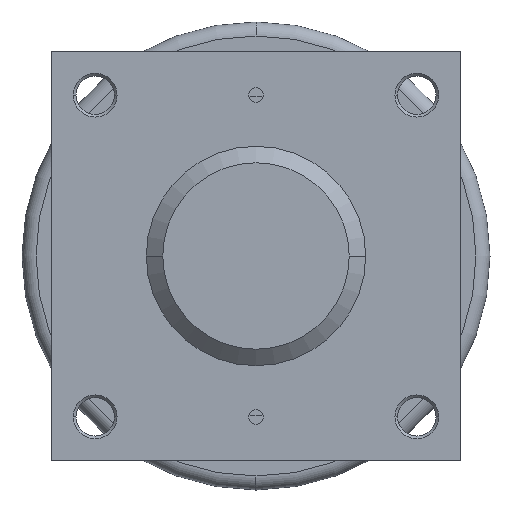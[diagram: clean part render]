
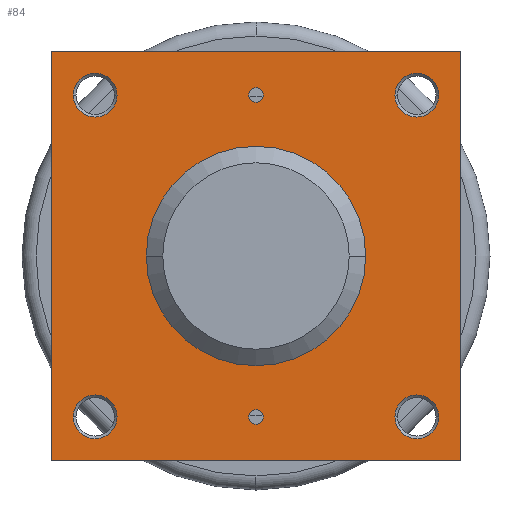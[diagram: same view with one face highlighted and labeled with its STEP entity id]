
A CAD part, left-side view. The second image highlights one B-rep face of the part: STEP entity #84.
In plain terms, the highlighted planar face has unit normal (-1, 0, 0).
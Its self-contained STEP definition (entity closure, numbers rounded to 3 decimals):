
#84=ADVANCED_FACE('',(#193,#194,#195,#196,#197,#198,#199,#200),#201,.F.);
#193=FACE_BOUND('',#337,.T.);
#194=FACE_BOUND('',#338,.T.);
#195=FACE_BOUND('',#339,.T.);
#196=FACE_BOUND('',#340,.T.);
#197=FACE_BOUND('',#341,.T.);
#198=FACE_BOUND('',#342,.T.);
#199=FACE_BOUND('',#343,.T.);
#200=FACE_OUTER_BOUND('',#344,.T.);
#201=PLANE('',#345);
#337=EDGE_LOOP('',(#696,#697));
#338=EDGE_LOOP('',(#698,#699));
#339=EDGE_LOOP('',(#700,#701));
#340=EDGE_LOOP('',(#702,#703));
#341=EDGE_LOOP('',(#704,#705));
#342=EDGE_LOOP('',(#706,#707));
#343=EDGE_LOOP('',(#708,#709));
#344=EDGE_LOOP('',(#710,#711,#712,#713));
#345=AXIS2_PLACEMENT_3D('',#714,#715,#716);
#696=ORIENTED_EDGE('',*,*,#1007,.T.);
#697=ORIENTED_EDGE('',*,*,#1029,.T.);
#698=ORIENTED_EDGE('',*,*,#996,.T.);
#699=ORIENTED_EDGE('',*,*,#1031,.T.);
#700=ORIENTED_EDGE('',*,*,#985,.T.);
#701=ORIENTED_EDGE('',*,*,#1033,.T.);
#702=ORIENTED_EDGE('',*,*,#974,.T.);
#703=ORIENTED_EDGE('',*,*,#1035,.T.);
#704=ORIENTED_EDGE('',*,*,#1037,.T.);
#705=ORIENTED_EDGE('',*,*,#967,.T.);
#706=ORIENTED_EDGE('',*,*,#1039,.T.);
#707=ORIENTED_EDGE('',*,*,#962,.T.);
#708=ORIENTED_EDGE('',*,*,#1027,.T.);
#709=ORIENTED_EDGE('',*,*,#1015,.T.);
#710=ORIENTED_EDGE('',*,*,#1041,.T.);
#711=ORIENTED_EDGE('',*,*,#1042,.T.);
#712=ORIENTED_EDGE('',*,*,#1043,.T.);
#713=ORIENTED_EDGE('',*,*,#1044,.T.);
#714=CARTESIAN_POINT('',(-37.0,0.0,0.0));
#715=DIRECTION('',(1.0,0.0,0.));
#716=DIRECTION('',(0.,0.0,-1.0));
#962=EDGE_CURVE('',#1155,#1160,#1162,.T.);
#967=EDGE_CURVE('',#1164,#1169,#1171,.T.);
#974=EDGE_CURVE('',#1180,#1182,#1184,.T.);
#985=EDGE_CURVE('',#1199,#1201,#1203,.T.);
#996=EDGE_CURVE('',#1218,#1220,#1222,.T.);
#1007=EDGE_CURVE('',#1237,#1239,#1241,.T.);
#1015=EDGE_CURVE('',#1248,#1252,#1254,.T.);
#1027=EDGE_CURVE('',#1252,#1248,#1272,.T.);
#1029=EDGE_CURVE('',#1239,#1237,#1274,.T.);
#1031=EDGE_CURVE('',#1220,#1218,#1276,.T.);
#1033=EDGE_CURVE('',#1201,#1199,#1278,.T.);
#1035=EDGE_CURVE('',#1182,#1180,#1280,.T.);
#1037=EDGE_CURVE('',#1169,#1164,#1282,.T.);
#1039=EDGE_CURVE('',#1160,#1155,#1284,.T.);
#1041=EDGE_CURVE('',#1286,#1287,#1288,.T.);
#1042=EDGE_CURVE('',#1287,#1289,#1290,.T.);
#1043=EDGE_CURVE('',#1289,#1291,#1292,.T.);
#1044=EDGE_CURVE('',#1291,#1286,#1293,.T.);
#1155=VERTEX_POINT('',#1432);
#1160=VERTEX_POINT('',#1438);
#1162=CIRCLE('',#1441,5.0);
#1164=VERTEX_POINT('',#1443);
#1169=VERTEX_POINT('',#1449);
#1171=CIRCLE('',#1452,5.0);
#1180=VERTEX_POINT('',#1463);
#1182=VERTEX_POINT('',#1466);
#1184=CIRCLE('',#1469,15.0);
#1199=VERTEX_POINT('',#1488);
#1201=VERTEX_POINT('',#1491);
#1203=CIRCLE('',#1494,15.0);
#1218=VERTEX_POINT('',#1513);
#1220=VERTEX_POINT('',#1516);
#1222=CIRCLE('',#1519,15.0);
#1237=VERTEX_POINT('',#1538);
#1239=VERTEX_POINT('',#1541);
#1241=CIRCLE('',#1544,15.0);
#1248=VERTEX_POINT('',#1553);
#1252=VERTEX_POINT('',#1558);
#1254=CIRCLE('',#1561,75.0);
#1272=CIRCLE('',#1583,75.0);
#1274=CIRCLE('',#1585,15.0);
#1276=CIRCLE('',#1587,15.0);
#1278=CIRCLE('',#1589,15.0);
#1280=CIRCLE('',#1591,15.0);
#1282=CIRCLE('',#1593,5.0);
#1284=CIRCLE('',#1595,5.0);
#1286=VERTEX_POINT('',#1597);
#1287=VERTEX_POINT('',#1598);
#1288=LINE('',#1599,#1600);
#1289=VERTEX_POINT('',#1601);
#1290=LINE('',#1602,#1603);
#1291=VERTEX_POINT('',#1604);
#1292=LINE('',#1605,#1606);
#1293=LINE('',#1607,#1608);
#1432=CARTESIAN_POINT('',(-37.0,0.,105.0));
#1438=CARTESIAN_POINT('',(-37.0,0.,115.0));
#1441=AXIS2_PLACEMENT_3D('',#2079,#2080,#2081);
#1443=CARTESIAN_POINT('',(-37.0,0.,-115.0));
#1449=CARTESIAN_POINT('',(-37.0,0.,-105.0));
#1452=AXIS2_PLACEMENT_3D('',#2090,#2091,#2092);
#1463=CARTESIAN_POINT('',(-37.0,-95.0,110.0));
#1466=CARTESIAN_POINT('',(-37.0,-125.0,110.0));
#1469=AXIS2_PLACEMENT_3D('',#2103,#2104,#2105);
#1488=CARTESIAN_POINT('',(-37.0,125.0,110.0));
#1491=CARTESIAN_POINT('',(-37.0,95.0,110.0));
#1494=AXIS2_PLACEMENT_3D('',#2124,#2125,#2126);
#1513=CARTESIAN_POINT('',(-37.0,-95.0,-110.0));
#1516=CARTESIAN_POINT('',(-37.0,-125.0,-110.0));
#1519=AXIS2_PLACEMENT_3D('',#2145,#2146,#2147);
#1538=CARTESIAN_POINT('',(-37.0,125.0,-110.0));
#1541=CARTESIAN_POINT('',(-37.0,95.0,-110.0));
#1544=AXIS2_PLACEMENT_3D('',#2166,#2167,#2168);
#1553=CARTESIAN_POINT('',(-37.0,0.,-75.0));
#1558=CARTESIAN_POINT('',(-37.0,0.,75.0));
#1561=AXIS2_PLACEMENT_3D('',#2182,#2183,#2184);
#1583=AXIS2_PLACEMENT_3D('',#2210,#2211,#2212);
#1585=AXIS2_PLACEMENT_3D('',#2216,#2217,#2218);
#1587=AXIS2_PLACEMENT_3D('',#2222,#2223,#2224);
#1589=AXIS2_PLACEMENT_3D('',#2228,#2229,#2230);
#1591=AXIS2_PLACEMENT_3D('',#2234,#2235,#2236);
#1593=AXIS2_PLACEMENT_3D('',#2240,#2241,#2242);
#1595=AXIS2_PLACEMENT_3D('',#2246,#2247,#2248);
#1597=CARTESIAN_POINT('',(-37.0,140.0,-140.0));
#1598=CARTESIAN_POINT('',(-37.0,-140.0,-140.0));
#1599=CARTESIAN_POINT('',(-37.0,0.0,-140.0));
#1600=VECTOR('',#2252,1.0);
#1601=CARTESIAN_POINT('',(-37.0,-140.0,140.0));
#1602=CARTESIAN_POINT('',(-37.0,-140.0,0.0));
#1603=VECTOR('',#2253,1.0);
#1604=CARTESIAN_POINT('',(-37.0,140.0,140.0));
#1605=CARTESIAN_POINT('',(-37.0,0.0,140.0));
#1606=VECTOR('',#2254,1.0);
#1607=CARTESIAN_POINT('',(-37.0,140.0,0.0));
#1608=VECTOR('',#2255,1.0);
#2079=CARTESIAN_POINT('',(-37.0,0.0,110.0));
#2080=DIRECTION('',(1.0,0.0,0.));
#2081=DIRECTION('',(0.,0.0,-1.0));
#2090=CARTESIAN_POINT('',(-37.0,0.0,-110.0));
#2091=DIRECTION('',(1.0,0.0,0.));
#2092=DIRECTION('',(0.,0.0,-1.0));
#2103=CARTESIAN_POINT('',(-37.0,-110.0,110.0));
#2104=DIRECTION('',(1.0,-0.0,0.));
#2105=DIRECTION('',(0.0,1.0,0.0));
#2124=CARTESIAN_POINT('',(-37.0,110.0,110.0));
#2125=DIRECTION('',(1.0,-0.0,0.));
#2126=DIRECTION('',(0.0,1.0,0.0));
#2145=CARTESIAN_POINT('',(-37.0,-110.0,-110.0));
#2146=DIRECTION('',(1.0,-0.0,0.));
#2147=DIRECTION('',(0.0,1.0,0.0));
#2166=CARTESIAN_POINT('',(-37.0,110.0,-110.0));
#2167=DIRECTION('',(1.0,-0.0,0.));
#2168=DIRECTION('',(0.0,1.0,0.0));
#2182=CARTESIAN_POINT('',(-37.0,0.0,0.0));
#2183=DIRECTION('',(1.0,0.0,0.));
#2184=DIRECTION('',(0.,0.0,-1.0));
#2210=CARTESIAN_POINT('',(-37.0,0.0,0.0));
#2211=DIRECTION('',(1.0,0.0,0.));
#2212=DIRECTION('',(0.,0.0,-1.0));
#2216=CARTESIAN_POINT('',(-37.0,110.0,-110.0));
#2217=DIRECTION('',(1.0,-0.0,0.));
#2218=DIRECTION('',(0.0,1.0,0.0));
#2222=CARTESIAN_POINT('',(-37.0,-110.0,-110.0));
#2223=DIRECTION('',(1.0,-0.0,0.));
#2224=DIRECTION('',(0.0,1.0,0.0));
#2228=CARTESIAN_POINT('',(-37.0,110.0,110.0));
#2229=DIRECTION('',(1.0,-0.0,0.));
#2230=DIRECTION('',(0.0,1.0,0.0));
#2234=CARTESIAN_POINT('',(-37.0,-110.0,110.0));
#2235=DIRECTION('',(1.0,-0.0,0.));
#2236=DIRECTION('',(0.0,1.0,0.0));
#2240=CARTESIAN_POINT('',(-37.0,0.0,-110.0));
#2241=DIRECTION('',(1.0,0.0,0.));
#2242=DIRECTION('',(0.,0.0,-1.0));
#2246=CARTESIAN_POINT('',(-37.0,0.0,110.0));
#2247=DIRECTION('',(1.0,0.0,0.));
#2248=DIRECTION('',(0.,0.0,-1.0));
#2252=DIRECTION('',(0.0,-1.0,0.0));
#2253=DIRECTION('',(0.,0.0,1.0));
#2254=DIRECTION('',(0.0,1.0,0.0));
#2255=DIRECTION('',(0.,0.0,-1.0));
